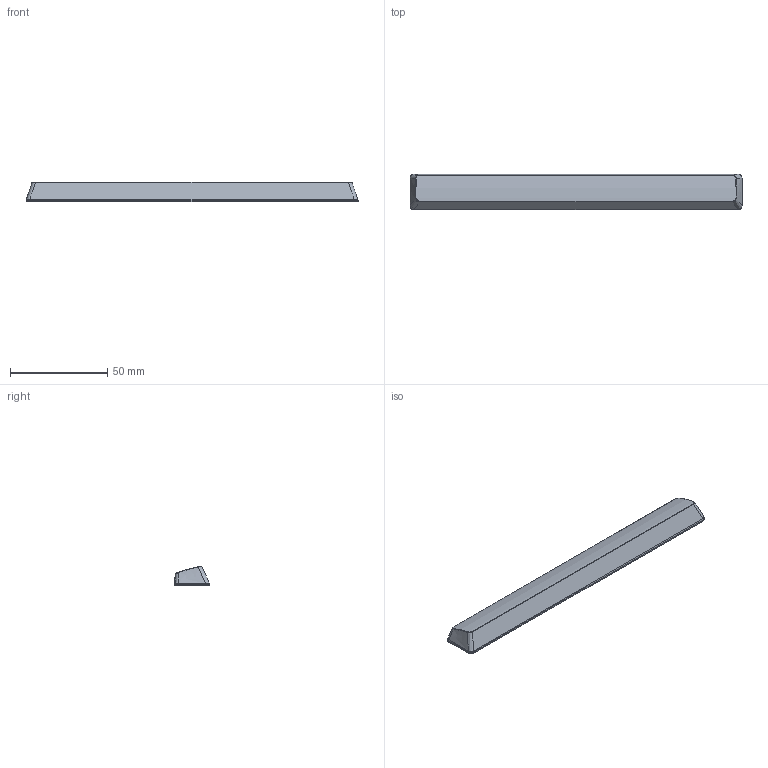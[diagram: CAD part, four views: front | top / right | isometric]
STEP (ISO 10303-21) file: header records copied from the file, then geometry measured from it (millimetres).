
FILE_DESCRIPTION(/* description */ (''),/* implementation_level */ '2;1');
FILE_NAME(/* name */ '9u spacebar.step',/* time_stamp */ '2021-02-26T18:22:05-06:00',/* author */ (''),/* organization */ (''),/* preprocessor_version */ 'ST-DEVELOPER v18.1',/* originating_system */ 'Autodesk Translation Framework v9.7.1.1290',/* authorisation */ '');
FILE_SCHEMA (('AUTOMOTIVE_DESIGN { 1 0 10303 214 3 1 1 }'));
Length unit declared in the file: millimetre
Products named in the file (1): 9u spacebar
Bounding box: 170.56 x 18.16 x 10.17 mm (x, y, z)
Volume: 4589.1 mm3; surface area: 11621.2 mm2
Topology: 1 solids, 1 shells, 104 faces, 264 edges, 169 vertices
Faces by surface type: plane 52, bspline 32, cylinder 20
Full cylindrical faces by diameter (mm): 5.5 x3
Entity records: 4054 total; most frequent: CARTESIAN_POINT 1693, ORIENTED_EDGE 528, DIRECTION 393, EDGE_CURVE 264, VERTEX_POINT 169, AXIS2_PLACEMENT_3D 132, LINE 129, VECTOR 129
